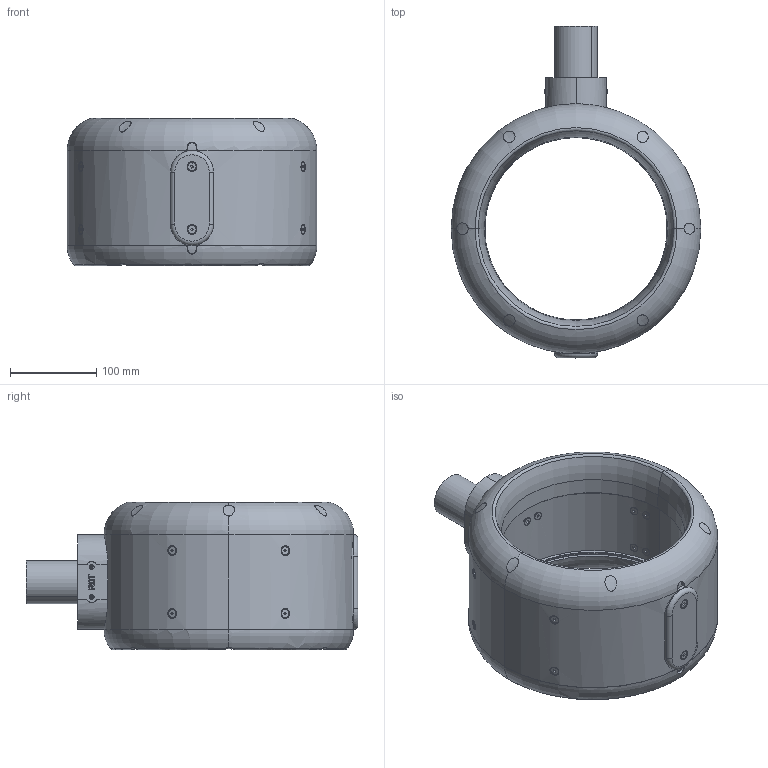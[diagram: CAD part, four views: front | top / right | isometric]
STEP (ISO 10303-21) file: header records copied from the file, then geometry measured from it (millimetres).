
FILE_DESCRIPTION (( 'STEP AP214' ), '1' );
FILE_NAME ('P-212-030-rev-G-PR-Bolts.STEP', '2022-03-31T14:35:54', ( '' ), ( '' ), 'SwSTEP 2.0', 'SolidWorks 2021', '' );
FILE_SCHEMA (( 'AUTOMOTIVE_DESIGN' ));
Length unit declared in the file: millimetre
Products named in the file (1): P-212-030-rev-G-PR-Bolts
Bounding box: 290 x 385.45 x 171.3 mm (x, y, z)
Volume: 4823633.2 mm3; surface area: 410886.6 mm2
Topology: 16 solids, 112 shells, 2182 faces, 5218 edges, 3239 vertices
Faces by surface type: plane 913, bspline 403, cone 331, torus 264, cylinder 263, sphere 8
Entity records: 140651 total; most frequent: CARTESIAN_POINT 73678, ORIENTED_EDGE 10216, DIRECTION 7889, EDGE_CURVE 5108, VERTEX_POINT 3239, AXIS2_PLACEMENT_3D 2814, EDGE_LOOP 2353, VECTOR 2261
